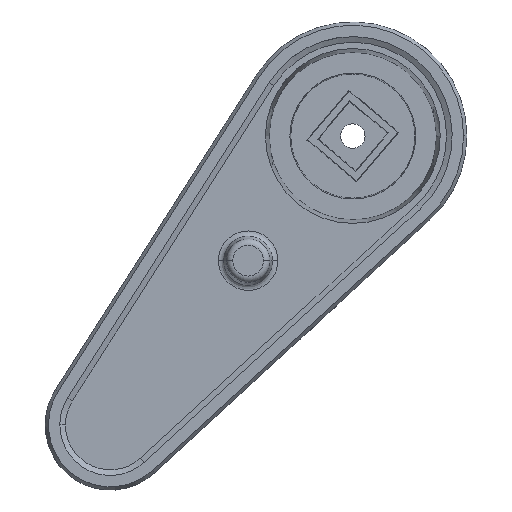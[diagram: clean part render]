
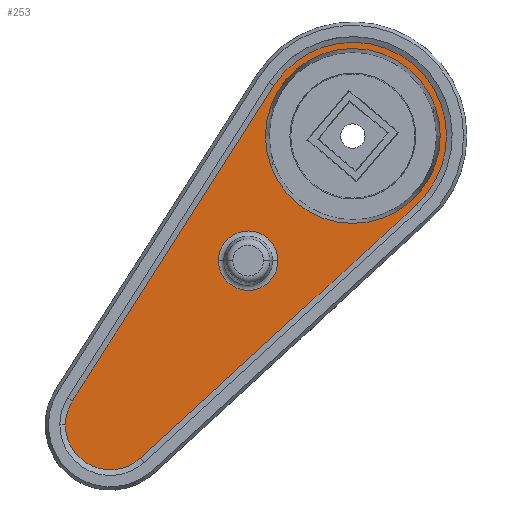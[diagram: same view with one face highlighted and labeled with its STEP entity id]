
A CAD part, top view. The second image highlights one B-rep face of the part: STEP entity #253.
In plain terms, the highlighted planar face has unit normal (0, 0, 1).
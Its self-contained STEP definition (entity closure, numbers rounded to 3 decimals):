
#8 = CARTESIAN_POINT ( 'NONE',  ( 74.8, 45.5, 25.6 ) ) ;
#12 = ORIENTED_EDGE ( 'NONE', *, *, #346, .F. ) ;
#14 = CIRCLE ( 'NONE', #2103, 10.738 ) ;
#41 = AXIS2_PLACEMENT_3D ( 'NONE', #1388, #2696, #2201 ) ;
#74 = CARTESIAN_POINT ( 'NONE',  ( 64.062, 45.5, 25.6 ) ) ;
#120 = DIRECTION ( 'NONE',  ( -0.737, -0.676, 0. ) ) ;
#146 = CARTESIAN_POINT ( 'NONE',  ( 48.735, 5.942, 25.6 ) ) ;
#148 = CARTESIAN_POINT ( 'NONE',  ( 74.8, 45.5, 25.6 ) ) ;
#241 = CARTESIAN_POINT ( 'NONE',  ( 74.8, 45.5, 25.6 ) ) ;
#253 = ADVANCED_FACE ( 'NONE', ( #3300, #2558, #1896 ), #1411, .F. ) ;
#303 = LINE ( 'NONE', #1115, #1542 ) ;
#324 = LINE ( 'NONE', #146, #1144 ) ;
#346 = EDGE_CURVE ( 'NONE', #1554, #3321, #960, .T. ) ;
#357 = CARTESIAN_POINT ( 'NONE',  ( 61.944, 30.179, 25.6 ) ) ;
#429 = DIRECTION ( 'NONE',  ( 0., 0., 1. ) ) ;
#471 = CARTESIAN_POINT ( 'NONE',  ( 48.735, 5.942, 25.6 ) ) ;
#591 = VERTEX_POINT ( 'NONE', #929 ) ;
#600 = DIRECTION ( 'NONE',  ( 0., 0., -1. ) ) ;
#634 = CIRCLE ( 'NONE', #2721, 10.738 ) ;
#642 = DIRECTION ( 'NONE',  ( 1., 0., 0. ) ) ;
#643 = CARTESIAN_POINT ( 'NONE',  ( 40.369, 12.962, 25.6 ) ) ;
#687 = CARTESIAN_POINT ( 'NONE',  ( 85.538, 45.5, 25.6 ) ) ;
#862 = VERTEX_POINT ( 'NONE', #2478 ) ;
#894 = EDGE_CURVE ( 'NONE', #2082, #1398, #14, .T. ) ;
#929 = CARTESIAN_POINT ( 'NONE',  ( 58.294, 30.179, 25.6 ) ) ;
#941 = EDGE_LOOP ( 'NONE', ( #3175, #1091 ) ) ;
#960 = CIRCLE ( 'NONE', #3013, 5.507 ) ;
#977 = CARTESIAN_POINT ( 'NONE',  ( 61.944, 30.179, 25.6 ) ) ;
#995 = AXIS2_PLACEMENT_3D ( 'NONE', #357, #429, #642 ) ;
#1001 = CARTESIAN_POINT ( 'NONE',  ( 82.583, 37.024, 25.6 ) ) ;
#1017 = VERTEX_POINT ( 'NONE', #1001 ) ;
#1024 = AXIS2_PLACEMENT_3D ( 'NONE', #1677, #600, #2750 ) ;
#1091 = ORIENTED_EDGE ( 'NONE', *, *, #1423, .F. ) ;
#1115 = CARTESIAN_POINT ( 'NONE',  ( 65.102, 51.693, 25.6 ) ) ;
#1144 = VECTOR ( 'NONE', #120, 1000. ) ;
#1180 = ORIENTED_EDGE ( 'NONE', *, *, #2427, .T. ) ;
#1294 = EDGE_CURVE ( 'NONE', #2253, #1554, #2420, .T. ) ;
#1297 = ORIENTED_EDGE ( 'NONE', *, *, #2138, .F. ) ;
#1330 = DIRECTION ( 'NONE',  ( 1., 0., 0. ) ) ;
#1388 = CARTESIAN_POINT ( 'NONE',  ( 45.01, 9.998, 25.6 ) ) ;
#1398 = VERTEX_POINT ( 'NONE', #74 ) ;
#1411 = PLANE ( 'NONE',  #1024 ) ;
#1423 = EDGE_CURVE ( 'NONE', #591, #2719, #3207, .T. ) ;
#1465 = ORIENTED_EDGE ( 'NONE', *, *, #2612, .F. ) ;
#1542 = VECTOR ( 'NONE', #1644, 1000. ) ;
#1554 = VERTEX_POINT ( 'NONE', #3108 ) ;
#1644 = DIRECTION ( 'NONE',  ( 0.538, 0.843, 0. ) ) ;
#1677 = CARTESIAN_POINT ( 'NONE',  ( 74.8, 45.5, 25.6 ) ) ;
#1734 = DIRECTION ( 'NONE',  ( 0., 0., -1. ) ) ;
#1779 = DIRECTION ( 'NONE',  ( 1., 0., 0. ) ) ;
#1790 = CARTESIAN_POINT ( 'NONE',  ( 45.01, 9.998, 25.6 ) ) ;
#1791 = DIRECTION ( 'NONE',  ( 0., 0., -1. ) ) ;
#1840 = EDGE_LOOP ( 'NONE', ( #2313, #1180 ) ) ;
#1842 = DIRECTION ( 'NONE',  ( 0., 0., -1. ) ) ;
#1896 = FACE_OUTER_BOUND ( 'NONE', #2670, .T. ) ;
#1935 = EDGE_CURVE ( 'NONE', #2719, #591, #2296, .T. ) ;
#2022 = DIRECTION ( 'NONE',  ( 0., 0., 1. ) ) ;
#2052 = CARTESIAN_POINT ( 'NONE',  ( 65.594, 30.179, 25.6 ) ) ;
#2082 = VERTEX_POINT ( 'NONE', #687 ) ;
#2103 = AXIS2_PLACEMENT_3D ( 'NONE', #148, #1734, #3074 ) ;
#2138 = EDGE_CURVE ( 'NONE', #1017, #2253, #324, .T. ) ;
#2201 = DIRECTION ( 'NONE',  ( 1., 0., 0. ) ) ;
#2253 = VERTEX_POINT ( 'NONE', #471 ) ;
#2293 = AXIS2_PLACEMENT_3D ( 'NONE', #977, #2022, #3233 ) ;
#2296 = CIRCLE ( 'NONE', #2293, 3.65 ) ;
#2313 = ORIENTED_EDGE ( 'NONE', *, *, #894, .T. ) ;
#2334 = DIRECTION ( 'NONE',  ( 0., 0., -1. ) ) ;
#2337 = CIRCLE ( 'NONE', #2958, 11.507 ) ;
#2420 = CIRCLE ( 'NONE', #41, 5.507 ) ;
#2427 = EDGE_CURVE ( 'NONE', #1398, #2082, #634, .T. ) ;
#2478 = CARTESIAN_POINT ( 'NONE',  ( 65.102, 51.693, 25.6 ) ) ;
#2558 = FACE_BOUND ( 'NONE', #941, .T. ) ;
#2612 = EDGE_CURVE ( 'NONE', #862, #1017, #2337, .T. ) ;
#2621 = ORIENTED_EDGE ( 'NONE', *, *, #1294, .F. ) ;
#2629 = ORIENTED_EDGE ( 'NONE', *, *, #2998, .F. ) ;
#2670 = EDGE_LOOP ( 'NONE', ( #1465, #2629, #12, #2621, #1297 ) ) ;
#2696 = DIRECTION ( 'NONE',  ( 0., 0., -1. ) ) ;
#2719 = VERTEX_POINT ( 'NONE', #2052 ) ;
#2721 = AXIS2_PLACEMENT_3D ( 'NONE', #8, #1842, #1330 ) ;
#2750 = DIRECTION ( 'NONE',  ( 1., 0., 0. ) ) ;
#2958 = AXIS2_PLACEMENT_3D ( 'NONE', #241, #1791, #3382 ) ;
#2998 = EDGE_CURVE ( 'NONE', #3321, #862, #303, .T. ) ;
#3013 = AXIS2_PLACEMENT_3D ( 'NONE', #1790, #2334, #1779 ) ;
#3074 = DIRECTION ( 'NONE',  ( 1., 0., 0. ) ) ;
#3108 = CARTESIAN_POINT ( 'NONE',  ( 39.503, 9.998, 25.6 ) ) ;
#3175 = ORIENTED_EDGE ( 'NONE', *, *, #1935, .F. ) ;
#3207 = CIRCLE ( 'NONE', #995, 3.65 ) ;
#3233 = DIRECTION ( 'NONE',  ( 1., 0., 0. ) ) ;
#3300 = FACE_BOUND ( 'NONE', #1840, .T. ) ;
#3321 = VERTEX_POINT ( 'NONE', #643 ) ;
#3382 = DIRECTION ( 'NONE',  ( 1., 0., 0. ) ) ;
